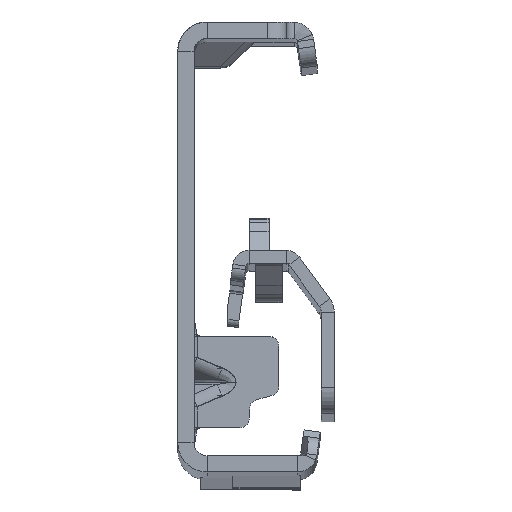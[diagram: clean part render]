
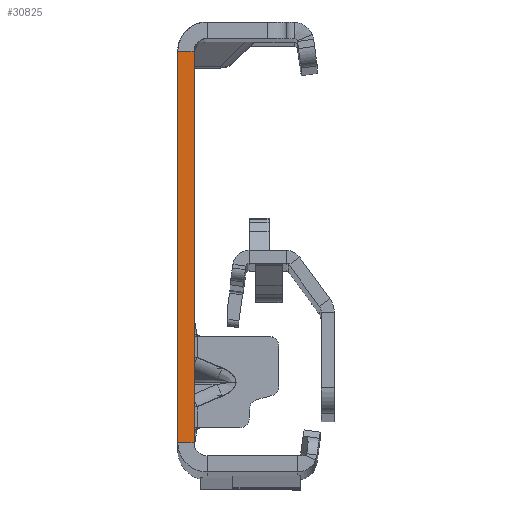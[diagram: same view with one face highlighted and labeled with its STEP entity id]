
A CAD part, top view. The second image highlights one B-rep face of the part: STEP entity #30825.
In plain terms, the highlighted planar face has unit normal (0, 0, 1).
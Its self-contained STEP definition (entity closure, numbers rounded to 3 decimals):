
#2852 = DIRECTION ( 'NONE',  ( -1., 0., 0. ) ) ;
#3067 = VECTOR ( 'NONE', #42222, 1000. ) ;
#3574 = CARTESIAN_POINT ( 'NONE',  ( 0., -30., 0. ) ) ;
#3700 = DIRECTION ( 'NONE',  ( 0., 0., 1. ) ) ;
#7320 = LINE ( 'NONE', #45181, #16886 ) ;
#7534 = LINE ( 'NONE', #3574, #48768 ) ;
#9312 = CARTESIAN_POINT ( 'NONE',  ( 0., -32., 0. ) ) ;
#10547 = ORIENTED_EDGE ( 'NONE', *, *, #16862, .T. ) ;
#10637 = CARTESIAN_POINT ( 'NONE',  ( -2.5, -32., 0. ) ) ;
#12031 = AXIS2_PLACEMENT_3D ( 'NONE', #23389, #3700, #38292 ) ;
#14529 = EDGE_CURVE ( 'NONE', #48745, #49243, #35981, .T. ) ;
#16862 = EDGE_CURVE ( 'NONE', #48745, #26102, #7320, .T. ) ;
#16886 = VECTOR ( 'NONE', #2852, 1000. ) ;
#17638 = VERTEX_POINT ( 'NONE', #27874 ) ;
#17790 = ORIENTED_EDGE ( 'NONE', *, *, #20874, .F. ) ;
#19183 = FACE_OUTER_BOUND ( 'NONE', #22234, .T. ) ;
#20874 = EDGE_CURVE ( 'NONE', #49243, #17638, #7534, .T. ) ;
#22234 = EDGE_LOOP ( 'NONE', ( #27634, #10547, #25368, #17790 ) ) ;
#23389 = CARTESIAN_POINT ( 'NONE',  ( -2.5, -32., 0. ) ) ;
#25368 = ORIENTED_EDGE ( 'NONE', *, *, #45620, .T. ) ;
#26102 = VERTEX_POINT ( 'NONE', #27060 ) ;
#26244 = DIRECTION ( 'NONE',  ( -1., 0., 0. ) ) ;
#27060 = CARTESIAN_POINT ( 'NONE',  ( -2.5, 30., 0. ) ) ;
#27634 = ORIENTED_EDGE ( 'NONE', *, *, #14529, .F. ) ;
#27874 = CARTESIAN_POINT ( 'NONE',  ( -2.5, -30., 0. ) ) ;
#29558 = LINE ( 'NONE', #10637, #3067 ) ;
#30825 = ADVANCED_FACE ( 'NONE', ( #19183 ), #49259, .T. ) ;
#32618 = VECTOR ( 'NONE', #43898, 1000. ) ;
#34528 = CARTESIAN_POINT ( 'NONE',  ( 0., 30., 0. ) ) ;
#35981 = LINE ( 'NONE', #9312, #32618 ) ;
#38292 = DIRECTION ( 'NONE',  ( 1., 0., 0. ) ) ;
#42222 = DIRECTION ( 'NONE',  ( 0., -1., 0. ) ) ;
#42400 = CARTESIAN_POINT ( 'NONE',  ( 0., -30., 0. ) ) ;
#43898 = DIRECTION ( 'NONE',  ( 0., -1., 0. ) ) ;
#45181 = CARTESIAN_POINT ( 'NONE',  ( 0., 30., 0. ) ) ;
#45620 = EDGE_CURVE ( 'NONE', #26102, #17638, #29558, .T. ) ;
#48745 = VERTEX_POINT ( 'NONE', #34528 ) ;
#48768 = VECTOR ( 'NONE', #26244, 1000. ) ;
#49243 = VERTEX_POINT ( 'NONE', #42400 ) ;
#49259 = PLANE ( 'NONE',  #12031 ) ;
